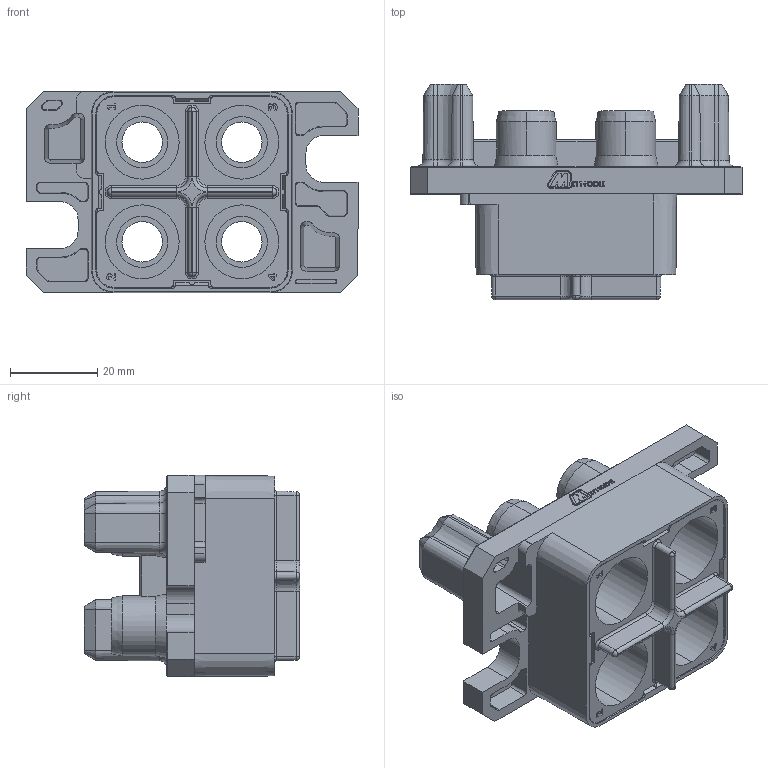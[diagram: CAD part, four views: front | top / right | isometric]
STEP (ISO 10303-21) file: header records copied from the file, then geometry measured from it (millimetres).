
FILE_DESCRIPTION (( 'STEP AP203' ), '1' );
FILE_NAME ('6315-07078-01100-RM_COPY.STEP', '2019-07-25T15:01:59', ( '' ), ( '' ), 'SwSTEP 2.0', 'SolidWorks 2018', '' );
FILE_SCHEMA (( 'CONFIG_CONTROL_DESIGN' ));
Length unit declared in the file: millimetre
Products named in the file (3): 6211-07067-02500-RM_COPY_Insulator Insert; 6211-07065-02500-RM_COPY_Insulator; 6315-07078-01100-RM_COPY
Assembly tree (2 placements, depth 2):
  6315-07078-01100-RM_COPY
    6211-07065-02500-RM_COPY_Insulator
    6211-07067-02500-RM_COPY_Insulator Insert
Bounding box: 76.2 x 49.45 x 46.2 mm (x, y, z)
Volume: 37273.1 mm3; surface area: 36226.2 mm2
Topology: 2 solids, 2 shells, 1064 faces, 2856 edges, 1862 vertices
Faces by surface type: plane 537, bspline 223, cone 137, cylinder 136, torus 31
Entity records: 42617 total; most frequent: CARTESIAN_POINT 17076, ORIENTED_EDGE 5712, DIRECTION 4482, EDGE_CURVE 2856, VERTEX_POINT 1862, VECTOR 1794, LINE 1794, AXIS2_PLACEMENT_3D 1344
